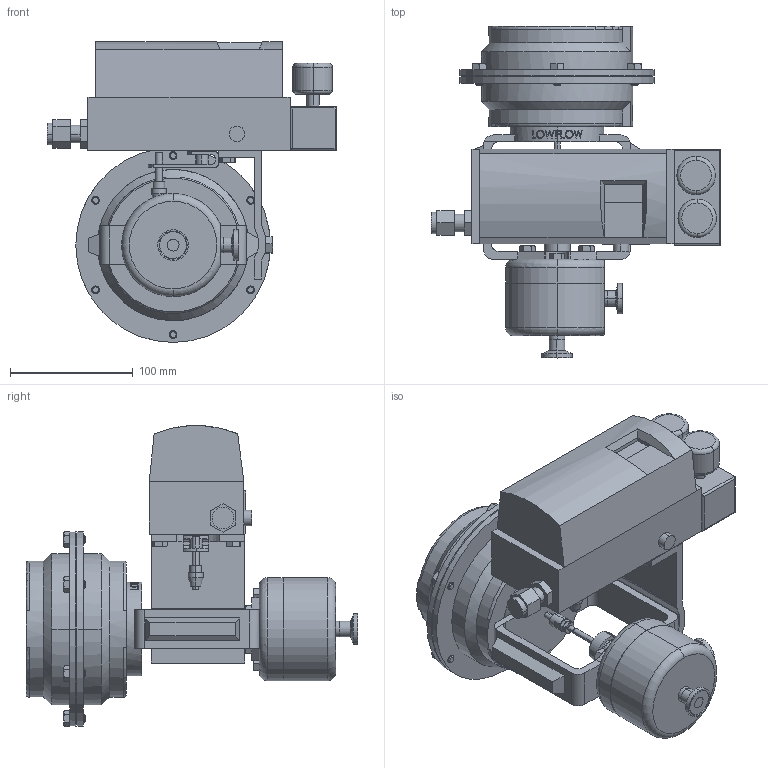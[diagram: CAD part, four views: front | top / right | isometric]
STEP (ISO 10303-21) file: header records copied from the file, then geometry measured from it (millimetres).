
FILE_DESCRIPTION (( 'STEP AP203' ), '1' );
FILE_NAME ('978SP-050-LF-JD-14M-16IQ.STEP', '2017-06-20T18:01:31', ( '' ), ( '' ), 'SwSTEP 2.0', 'SolidWorks 2014', '' );
FILE_SCHEMA (( 'CONFIG_CONTROL_DESIGN' ));
Length unit declared in the file: inch
Products named in the file (2): 978SP-050-LF-JD-14M-16IQ
Bounding box: 236.54 x 270.76 x 245.53 mm (x, y, z)
Volume: 2747799.3 mm3; surface area: 246201.9 mm2
Topology: 1 solids, 3 shells, 724 faces, 1796 edges, 1123 vertices
Faces by surface type: plane 349, cylinder 156, cone 136, bspline 54, torus 27, sphere 2
Entity records: 31171 total; most frequent: CARTESIAN_POINT 14317, ORIENTED_EDGE 3584, DIRECTION 3303, EDGE_CURVE 1792, AXIS2_PLACEMENT_3D 1210, VERTEX_POINT 1123, VECTOR 883, LINE 883
